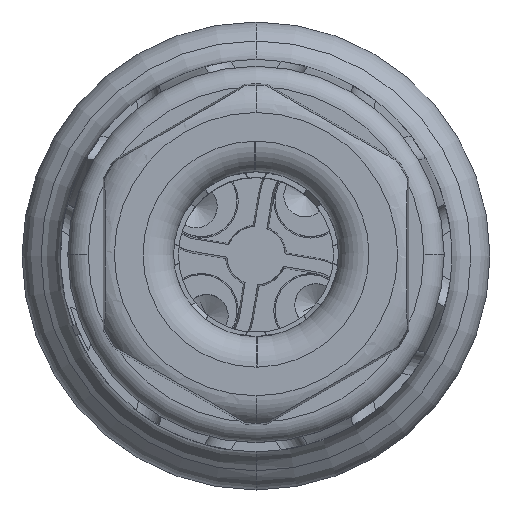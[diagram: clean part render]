
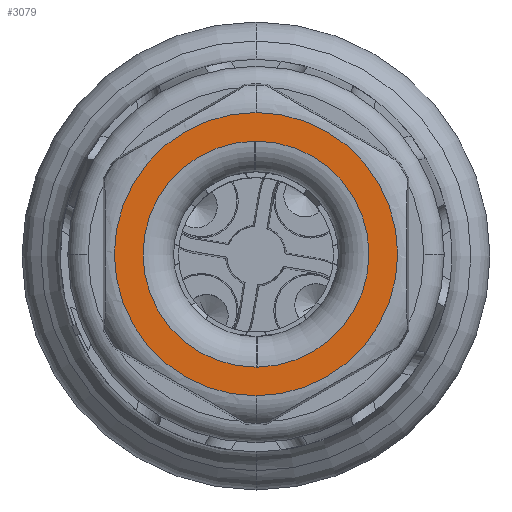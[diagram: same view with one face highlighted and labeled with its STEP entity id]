
A CAD part, top view. The second image highlights one B-rep face of the part: STEP entity #3079.
In plain terms, the highlighted planar face has unit normal (0, 0, 1).
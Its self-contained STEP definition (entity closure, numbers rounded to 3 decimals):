
#3079=ADVANCED_FACE('',(#9652,#9653),#9654,.T.);
#9652=FACE_OUTER_BOUND('',#18590,.T.);
#9653=FACE_BOUND('',#18591,.T.);
#9654=PLANE('',#18592);
#18590=EDGE_LOOP('',(#45281,#45282));
#18591=EDGE_LOOP('',(#45283,#45284,#45285,#45286));
#18592=AXIS2_PLACEMENT_3D('',#45287,#45288,#45289);
#45281=ORIENTED_EDGE('',*,*,#56488,.T.);
#45282=ORIENTED_EDGE('',*,*,#56489,.T.);
#45283=ORIENTED_EDGE('',*,*,#56490,.T.);
#45284=ORIENTED_EDGE('',*,*,#48028,.T.);
#45285=ORIENTED_EDGE('',*,*,#56491,.T.);
#45286=ORIENTED_EDGE('',*,*,#48031,.T.);
#45287=CARTESIAN_POINT('',(0.0,0.0,17.076));
#45288=DIRECTION('',(0.0,0.0,1.0));
#45289=DIRECTION('',(1.0,0.0,0.0));
#48028=EDGE_CURVE('',#57402,#57400,#57403,.T.);
#48031=EDGE_CURVE('',#57407,#57405,#57408,.T.);
#56488=EDGE_CURVE('',#71477,#71479,#71481,.T.);
#56489=EDGE_CURVE('',#71479,#71477,#71482,.T.);
#56490=EDGE_CURVE('',#57405,#57402,#71483,.T.);
#56491=EDGE_CURVE('',#57400,#57407,#71484,.T.);
#57400=VERTEX_POINT('',#72977);
#57402=VERTEX_POINT('',#72979);
#57403=CIRCLE('',#72980,11.105);
#57405=VERTEX_POINT('',#72982);
#57407=VERTEX_POINT('',#72984);
#57408=CIRCLE('',#72985,11.105);
#71477=VERTEX_POINT('',#100125);
#71479=VERTEX_POINT('',#100127);
#71481=CIRCLE('',#100129,13.922);
#71482=CIRCLE('',#100130,13.922);
#71483=CIRCLE('',#100131,11.105);
#71484=CIRCLE('',#100132,11.105);
#72977=CARTESIAN_POINT('',(0.0,-11.105,17.076));
#72979=CARTESIAN_POINT('',(0.165,-11.104,17.076));
#72980=AXIS2_PLACEMENT_3D('',#102950,#102951,#102952);
#72982=CARTESIAN_POINT('',(0.0,11.105,17.076));
#72984=CARTESIAN_POINT('',(-0.165,11.104,17.076));
#72985=AXIS2_PLACEMENT_3D('',#102959,#102960,#102961);
#100125=CARTESIAN_POINT('',(0.0,-13.922,17.076));
#100127=CARTESIAN_POINT('',(0.0,13.922,17.076));
#100129=AXIS2_PLACEMENT_3D('',#110881,#110882,#110883);
#100130=AXIS2_PLACEMENT_3D('',#110884,#110885,#110886);
#100131=AXIS2_PLACEMENT_3D('',#110887,#110888,#110889);
#100132=AXIS2_PLACEMENT_3D('',#110890,#110891,#110892);
#102950=CARTESIAN_POINT('',(0.0,0.0,17.076));
#102951=DIRECTION('',(0.0,0.0,-1.0));
#102952=DIRECTION('',(0.0,1.0,0.0));
#102959=CARTESIAN_POINT('',(0.0,0.0,17.076));
#102960=DIRECTION('',(0.0,0.0,-1.0));
#102961=DIRECTION('',(0.0,-1.0,0.0));
#110881=CARTESIAN_POINT('',(0.0,0.0,17.076));
#110882=DIRECTION('',(0.0,0.0,1.0));
#110883=DIRECTION('',(0.0,-1.0,0.0));
#110884=CARTESIAN_POINT('',(0.0,0.0,17.076));
#110885=DIRECTION('',(0.0,-0.0,1.0));
#110886=DIRECTION('',(0.0,1.0,0.0));
#110887=CARTESIAN_POINT('',(0.0,0.0,17.076));
#110888=DIRECTION('',(0.0,0.0,-1.0));
#110889=DIRECTION('',(0.0,1.0,0.0));
#110890=CARTESIAN_POINT('',(0.0,0.0,17.076));
#110891=DIRECTION('',(0.0,0.0,-1.0));
#110892=DIRECTION('',(0.0,-1.0,0.0));
